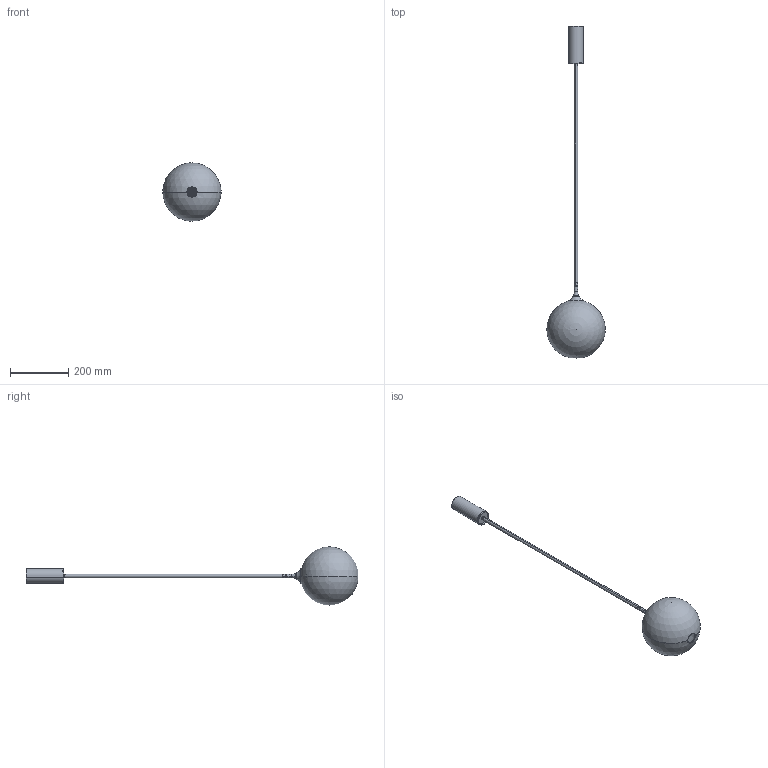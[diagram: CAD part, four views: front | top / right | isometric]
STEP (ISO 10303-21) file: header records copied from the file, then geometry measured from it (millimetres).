
FILE_DESCRIPTION (( 'STEP AP214' ), '1' );
FILE_NAME ('PALLONCINO_SOSPENSIONE.STEP', '2023-05-03T05:52:48', ( '' ), ( '' ), 'SwSTEP 2.0', 'SolidWorks 2014', '' );
FILE_SCHEMA (( 'AUTOMOTIVE_DESIGN' ));
Length unit declared in the file: millimetre
Products named in the file (43): TCI_10W_24V_LS_LED_122156; 007PM_017; 007PM_001_300118; vite tc m3x6 croce; 064PS_003; 007PM_019; vite_TC_2.9_X_6.5_T_CR; BLOCCACAVO STEAB ART 5100-7-11; PALLONCINO_SOSP_ROSONE; grano EI M4x4_PUNTA_CONICA; EMC_COLOSIO_M07M2+M07F2; 007PM_014_190418; PALLONCINO_SOSPENSIONE; 007PM_006; 007PM_020; 007PM_016; 007PM_013; Tige M10 x 1 x 15; PALLONCINO_SOSPENSIONE_130223; 007PM_007_070218; 064PS_001; 064PS_002
Assembly tree (23 placements, depth 3):
  TCI_10W_24V_LS_LED_122156
  007PM_017
  064PS_003
  vite_TC_2.9_X_6.5_T_CR
  BLOCCACAVO STEAB ART 5100-7-11
Bounding box: 199.82 x 1136.91 x 200 mm (x, y, z)
Volume: 401673.1 mm3; surface area: 380145.7 mm2
Topology: 21 solids, 21 shells, 523 faces, 1236 edges, 759 vertices
Faces by surface type: plane 215, cylinder 181, cone 74, torus 45, sphere 6, bspline 2
Entity records: 16112 total; most frequent: CARTESIAN_POINT 3480, DIRECTION 2555, ORIENTED_EDGE 2288, EDGE_CURVE 1144, AXIS2_PLACEMENT_3D 983, VERTEX_POINT 704, VECTOR 589, LINE 589
